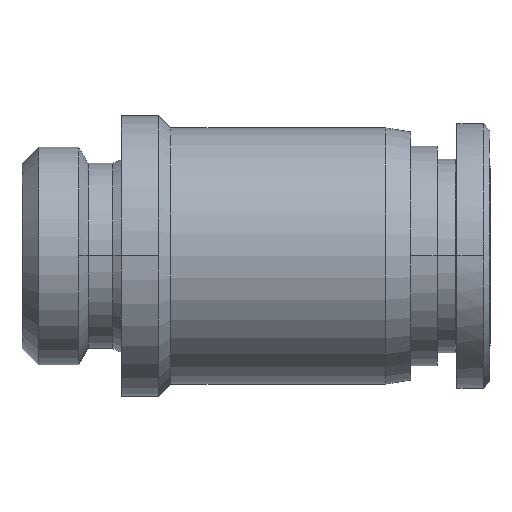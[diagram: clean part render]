
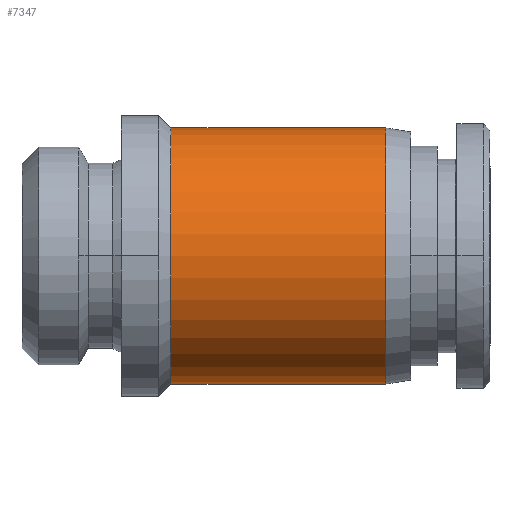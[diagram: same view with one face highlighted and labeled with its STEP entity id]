
A CAD part, top view. The second image highlights one B-rep face of the part: STEP entity #7347.
In plain terms, the highlighted cylindrical face has radius 7.75 mm (diameter 15.5 mm), a partial arc.
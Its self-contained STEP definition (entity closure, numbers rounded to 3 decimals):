
#368 = DIRECTION ( 'NONE',  ( 0., -1., 0. ) ) ;
#758 = DIRECTION ( 'NONE',  ( 0., -1., 0. ) ) ;
#1437 = LINE ( 'NONE', #19076, #19365 ) ;
#1508 = CARTESIAN_POINT ( 'NONE',  ( 33.283, 9.537, -5.475 ) ) ;
#1832 = AXIS2_PLACEMENT_3D ( 'NONE', #8132, #6848, #758 ) ;
#1837 = FACE_OUTER_BOUND ( 'NONE', #14097, .T. ) ;
#4524 = VERTEX_POINT ( 'NONE', #10394 ) ;
#4914 = VECTOR ( 'NONE', #15203, 1000. ) ;
#4974 = CIRCLE ( 'NONE', #10984, 7.75 ) ;
#5169 = EDGE_CURVE ( 'NONE', #18975, #9984, #14029, .T. ) ;
#6035 = CARTESIAN_POINT ( 'NONE',  ( 46.283, 25.037, -5.475 ) ) ;
#6569 = ORIENTED_EDGE ( 'NONE', *, *, #11452, .T. ) ;
#6848 = DIRECTION ( 'NONE',  ( -1., 0., 0. ) ) ;
#7165 = EDGE_CURVE ( 'NONE', #4524, #18975, #4974, .T. ) ;
#7347 = ADVANCED_FACE ( 'NONE', ( #1837 ), #9089, .T. ) ;
#7519 = CARTESIAN_POINT ( 'NONE',  ( 38.283, 9.537, -5.475 ) ) ;
#8132 = CARTESIAN_POINT ( 'NONE',  ( 46.283, 17.287, -5.475 ) ) ;
#9046 = CARTESIAN_POINT ( 'NONE',  ( 46.283, 9.537, -5.475 ) ) ;
#9089 = CYLINDRICAL_SURFACE ( 'NONE', #9833, 7.75 ) ;
#9833 = AXIS2_PLACEMENT_3D ( 'NONE', #14495, #11412, #12748 ) ;
#9984 = VERTEX_POINT ( 'NONE', #9046 ) ;
#10394 = CARTESIAN_POINT ( 'NONE',  ( 33.283, 25.037, -5.475 ) ) ;
#10905 = CARTESIAN_POINT ( 'NONE',  ( 33.283, 17.287, -5.475 ) ) ;
#10984 = AXIS2_PLACEMENT_3D ( 'NONE', #10905, #17246, #368 ) ;
#11333 = DIRECTION ( 'NONE',  ( 1., 0., 0. ) ) ;
#11412 = DIRECTION ( 'NONE',  ( 1., 0., 0. ) ) ;
#11452 = EDGE_CURVE ( 'NONE', #9984, #11610, #15343, .T. ) ;
#11610 = VERTEX_POINT ( 'NONE', #6035 ) ;
#11866 = EDGE_CURVE ( 'NONE', #4524, #11610, #1437, .T. ) ;
#12748 = DIRECTION ( 'NONE',  ( 0., -1., 0. ) ) ;
#14029 = LINE ( 'NONE', #7519, #4914 ) ;
#14097 = EDGE_LOOP ( 'NONE', ( #19026, #16467, #17000, #6569 ) ) ;
#14495 = CARTESIAN_POINT ( 'NONE',  ( 38.283, 17.287, -5.475 ) ) ;
#15203 = DIRECTION ( 'NONE',  ( 1., 0., 0. ) ) ;
#15343 = CIRCLE ( 'NONE', #1832, 7.75 ) ;
#16467 = ORIENTED_EDGE ( 'NONE', *, *, #7165, .T. ) ;
#17000 = ORIENTED_EDGE ( 'NONE', *, *, #5169, .T. ) ;
#17246 = DIRECTION ( 'NONE',  ( 1., 0., 0. ) ) ;
#18975 = VERTEX_POINT ( 'NONE', #1508 ) ;
#19026 = ORIENTED_EDGE ( 'NONE', *, *, #11866, .F. ) ;
#19076 = CARTESIAN_POINT ( 'NONE',  ( 38.283, 25.037, -5.475 ) ) ;
#19365 = VECTOR ( 'NONE', #11333, 1000. ) ;
